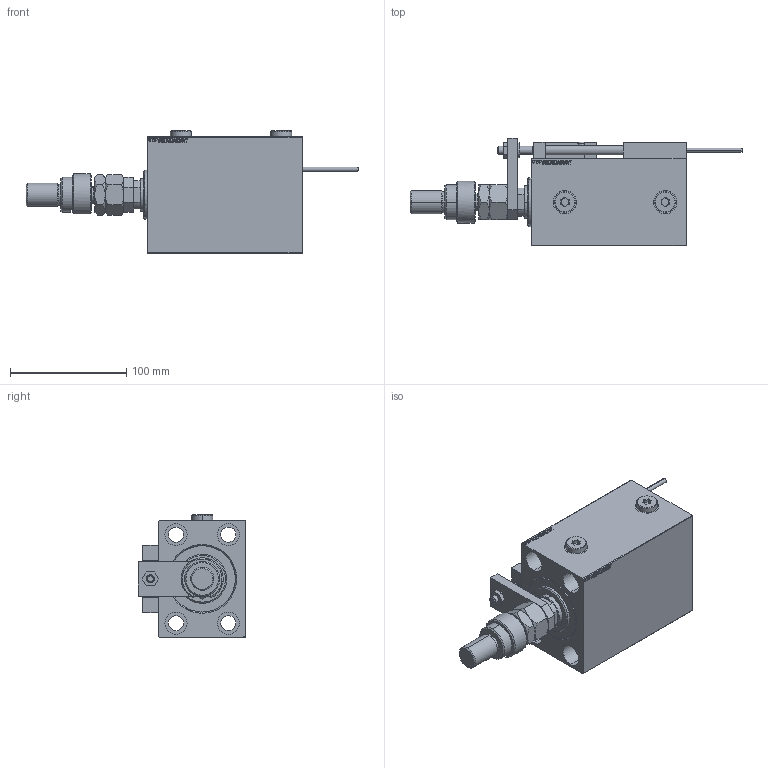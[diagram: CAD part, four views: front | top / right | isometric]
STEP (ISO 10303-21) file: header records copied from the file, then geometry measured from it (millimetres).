
FILE_DESCRIPTION (( 'STEP AP203' ), '1' );
FILE_NAME ('aedc.STEP', '2024-02-12T22:50:20', ( '' ), ( '' ), 'SwSTEP 2.0', 'SolidWorks 2019', '' );
FILE_SCHEMA (( 'CONFIG_CONTROL_DESIGN' ));
Length unit declared in the file: millimetre
Products named in the file (19): FEMALE_PART_FOR_DFA 234c2999fb7dc51c1244e81c0fd81794; NUT_D12 234c2999fb7dc51c1244e81c0fd81794; SWITCH X 234c2999fb7dc51c1244e81c0fd81794; SWITCH_X_FRONT_BACK 234c2999fb7dc51c1244e81c0fd81794; Block 234c2999fb7dc51c1244e81c0fd81794; X_Y_DFA 234c2999fb7dc51c1244e81c0fd81794; ALLEN BOLT D5 234c2999fb7dc51c1244e81c0fd81794; aedc; TYC_L79 234c2999fb7dc51c1244e81c0fd81794; ALLEN BOLT D8 234c2999fb7dc51c1244e81c0fd81794; Zatka_OIL_PORT 234c2999fb7dc51c1244e81c0fd81794; SWITCH DIM B,W 234c2999fb7dc51c1244e81c0fd81794; KONCOVKA 234c2999fb7dc51c1244e81c0fd81794; V450CM_VC_B 234c2999fb7dc51c1244e81c0fd81794; V450CM_C_Body 234c2999fb7dc51c1244e81c0fd81794; MAGNET 234c2999fb7dc51c1244e81c0fd81794; MFA 234c2999fb7dc51c1244e81c0fd81794; ZARAZKA 234c2999fb7dc51c1244e81c0fd81794; V450CM_C_VCP 234c2999fb7dc51c1244e81c0fd81794
Assembly tree (29 placements, depth 3):
  aedc
    V450CM_C_Body 234c2999fb7dc51c1244e81c0fd81794
    SWITCH X 234c2999fb7dc51c1244e81c0fd81794
      SWITCH_X_FRONT_BACK 234c2999fb7dc51c1244e81c0fd81794  x2
      TYC_L79 234c2999fb7dc51c1244e81c0fd81794
      Block 234c2999fb7dc51c1244e81c0fd81794  x2
      ALLEN BOLT D5 234c2999fb7dc51c1244e81c0fd81794  x4
      ALLEN BOLT D8 234c2999fb7dc51c1244e81c0fd81794  x4
      MAGNET 234c2999fb7dc51c1244e81c0fd81794  x2
      KONCOVKA 234c2999fb7dc51c1244e81c0fd81794  x2
    NUT_D12 234c2999fb7dc51c1244e81c0fd81794
    SWITCH DIM B,W 234c2999fb7dc51c1244e81c0fd81794
    ZARAZKA 234c2999fb7dc51c1244e81c0fd81794
    V450CM_C_VCP 234c2999fb7dc51c1244e81c0fd81794
    V450CM_VC_B 234c2999fb7dc51c1244e81c0fd81794
    X_Y_DFA 234c2999fb7dc51c1244e81c0fd81794
      FEMALE_PART_FOR_DFA 234c2999fb7dc51c1244e81c0fd81794
      MFA 234c2999fb7dc51c1244e81c0fd81794
    Zatka_OIL_PORT 234c2999fb7dc51c1244e81c0fd81794  x2
Bounding box: 285 x 92.5 x 104.9 mm (x, y, z)
Volume: 932092.7 mm3; surface area: 175855.4 mm2
Topology: 27 solids, 27 shells, 1424 faces, 3376 edges, 2143 vertices
Faces by surface type: plane 623, bspline 380, cylinder 219, cone 150, torus 48, sphere 4
Entity records: 54453 total; most frequent: CARTESIAN_POINT 27081, ORIENTED_EDGE 5692, DIRECTION 4026, EDGE_CURVE 2846, VERTEX_POINT 1843, VECTOR 1594, LINE 1594, EDGE_LOOP 1327
